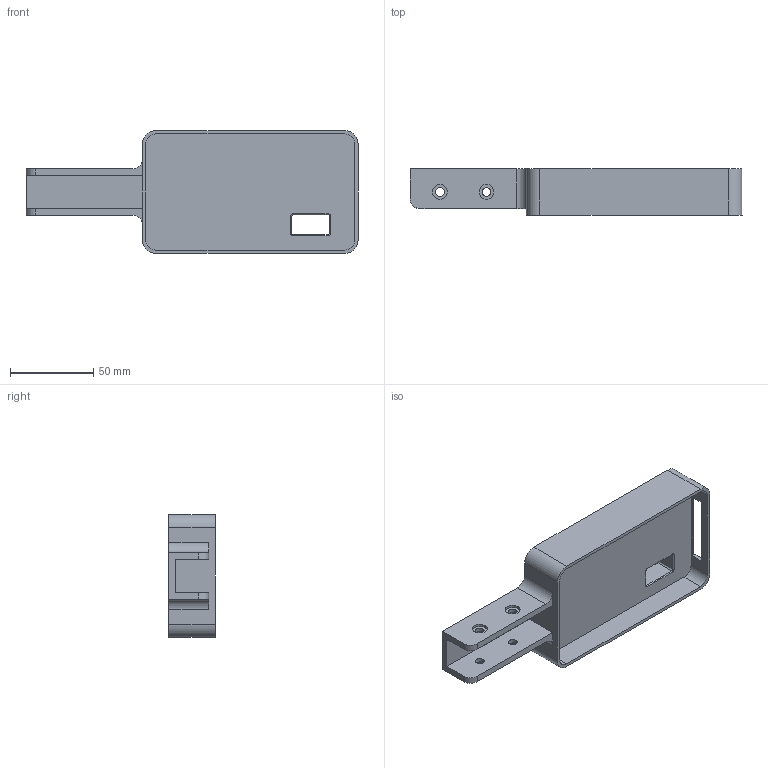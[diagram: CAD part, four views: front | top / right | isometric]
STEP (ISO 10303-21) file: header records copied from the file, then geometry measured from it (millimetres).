
FILE_DESCRIPTION(/* description */ (''),/* implementation_level */ '2;1');
FILE_NAME(/* name */ 'LumeCubeLEDHolder.step',/* time_stamp */ '2024-01-25T11:45:03-05:00',/* author */ (''),/* organization */ (''),/* preprocessor_version */ 'ST-DEVELOPER v20',/* originating_system */ 'Autodesk Translation Framework v12.14.0.127',/* authorisation */ '');
FILE_SCHEMA (('AUTOMOTIVE_DESIGN { 1 0 10303 214 3 1 1 }'));
Length unit declared in the file: millimetre
Products named in the file (2): LED Holder Starter Template; Ulanzi L2
Assembly tree (1 placements, depth 2):
  LED Holder Starter Template
    Ulanzi L2
Bounding box: 199.6 x 28 x 73.89 mm (x, y, z)
Volume: 158280 mm3; surface area: 45482 mm2
Topology: 1 solids, 1 shells, 313 faces, 848 edges, 560 vertices
Faces by surface type: plane 200, bspline 81, cylinder 24, cone 8
Full cylindrical faces by diameter (mm): 5.2 x4, 9 x4
Entity records: 10521 total; most frequent: CARTESIAN_POINT 2985, ORIENTED_EDGE 1696, DIRECTION 1276, EDGE_CURVE 848, LINE 630, VECTOR 630, VERTEX_POINT 560, EDGE_LOOP 348
